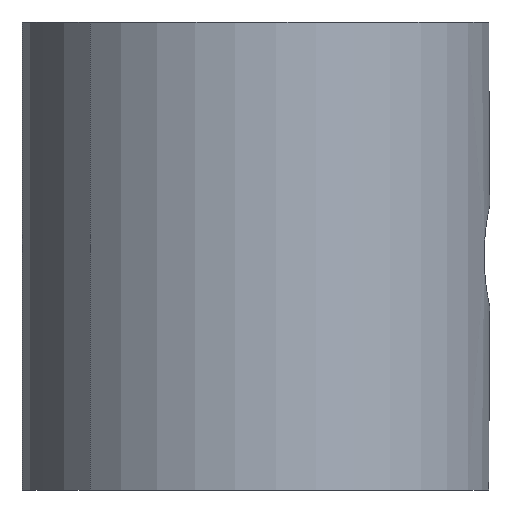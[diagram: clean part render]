
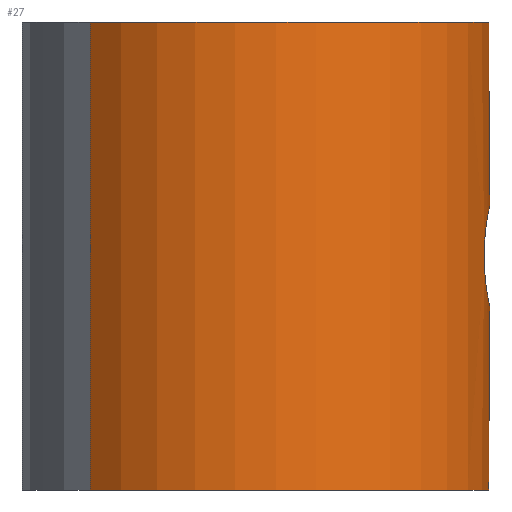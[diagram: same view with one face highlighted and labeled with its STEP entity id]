
A CAD part, left-side view. The second image highlights one B-rep face of the part: STEP entity #27.
In plain terms, the highlighted cylindrical face has radius 7 mm (diameter 14 mm), a partial arc.
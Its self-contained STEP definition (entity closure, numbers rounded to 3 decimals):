
#19=CYLINDRICAL_SURFACE('',#196,7.);
#27=ADVANCED_FACE('',(#43,#35),#19,.T.);
#35=FACE_OUTER_BOUND('',#50,.F.);
#43=FACE_BOUND('',#49,.F.);
#49=EDGE_LOOP('',(#65,#66));
#50=EDGE_LOOP('',(#67,#68,#69,#70));
#65=ORIENTED_EDGE('',*,*,#126,.T.);
#66=ORIENTED_EDGE('',*,*,#125,.T.);
#67=ORIENTED_EDGE('',*,*,#129,.T.);
#68=ORIENTED_EDGE('',*,*,#135,.F.);
#69=ORIENTED_EDGE('',*,*,#133,.T.);
#70=ORIENTED_EDGE('',*,*,#136,.T.);
#103=LINE('',#330,#109);
#104=LINE('',#331,#110);
#109=VECTOR('',#224,14.);
#110=VECTOR('',#225,14.);
#117=CIRCLE('',#188,7.);
#121=CIRCLE('',#192,7.);
#125=EDGE_CURVE('',#154,#153,#143,.T.);
#126=EDGE_CURVE('',#153,#154,#144,.T.);
#129=EDGE_CURVE('',#150,#149,#117,.T.);
#133=EDGE_CURVE('',#146,#145,#121,.T.);
#135=EDGE_CURVE('',#146,#149,#103,.T.);
#136=EDGE_CURVE('',#145,#150,#104,.T.);
#143=B_SPLINE_CURVE_WITH_KNOTS('',3,(#294,#295,#296,#297,#298,#299,#300,#301,
#302,#303,#304,#305,#306,#307),.UNSPECIFIED.,.F.,.F.,(4,1,1,1,1,1,1,1,1,1,1,4),
(0.,0.106,0.18,0.27,0.36,
0.45,0.541,0.632,0.724,
0.816,0.893,1.),.UNSPECIFIED.);
#144=B_SPLINE_CURVE_WITH_KNOTS('',3,(#308,#309,#310,#311,#312,#313,#314,#315,
#316,#317,#318,#319,#320,#321),.UNSPECIFIED.,.F.,.F.,(4,1,1,1,1,1,1,1,1,1,1,4),
(0.,0.106,0.18,0.27,0.36,
0.45,0.541,0.632,0.724,
0.816,0.893,1.),.UNSPECIFIED.);
#145=VERTEX_POINT('',#252);
#146=VERTEX_POINT('',#253);
#149=VERTEX_POINT('',#256);
#150=VERTEX_POINT('',#257);
#153=VERTEX_POINT('',#260);
#154=VERTEX_POINT('',#261);
#188=AXIS2_PLACEMENT_3D('',#324,#212,#213);
#192=AXIS2_PLACEMENT_3D('',#328,#220,#221);
#196=AXIS2_PLACEMENT_3D('',#338,#234,#235);
#212=DIRECTION('',(0.,0.,1.));
#213=DIRECTION('',(-0.707,0.707,0.));
#220=DIRECTION('',(0.,0.,-1.));
#221=DIRECTION('',(0.707,-0.707,0.));
#224=DIRECTION('',(0.,0.,1.));
#225=DIRECTION('',(0.,0.,1.));
#234=DIRECTION('',(0.,0.,1.));
#235=DIRECTION('',(-0.707,0.707,0.));
#252=CARTESIAN_POINT('',(4.95,4.95,0.));
#253=CARTESIAN_POINT('',(14.849,-4.95,0.));
#256=CARTESIAN_POINT('',(14.849,-4.95,14.));
#257=CARTESIAN_POINT('',(4.95,4.95,14.));
#260=CARTESIAN_POINT('',(8.839,-6.919,8.061));
#261=CARTESIAN_POINT('',(10.96,-6.919,5.939));
#294=CARTESIAN_POINT('',(10.96,-6.919,5.939));
#295=CARTESIAN_POINT('',(11.077,-6.901,6.056));
#296=CARTESIAN_POINT('',(11.243,-6.871,6.288));
#297=CARTESIAN_POINT('',(11.385,-6.841,6.692));
#298=CARTESIAN_POINT('',(11.417,-6.834,7.096));
#299=CARTESIAN_POINT('',(11.33,-6.853,7.515));
#300=CARTESIAN_POINT('',(11.129,-6.893,7.895));
#301=CARTESIAN_POINT('',(10.828,-6.941,8.204));
#302=CARTESIAN_POINT('',(10.449,-6.982,8.418));
#303=CARTESIAN_POINT('',(10.022,-7.004,8.516));
#304=CARTESIAN_POINT('',(9.607,-6.998,8.489));
#305=CARTESIAN_POINT('',(9.194,-6.968,8.347));
#306=CARTESIAN_POINT('',(8.957,-6.937,8.179));
#307=CARTESIAN_POINT('',(8.839,-6.919,8.061));
#308=CARTESIAN_POINT('',(8.839,-6.919,8.061));
#309=CARTESIAN_POINT('',(8.722,-6.901,7.944));
#310=CARTESIAN_POINT('',(8.556,-6.871,7.712));
#311=CARTESIAN_POINT('',(8.414,-6.841,7.308));
#312=CARTESIAN_POINT('',(8.382,-6.834,6.904));
#313=CARTESIAN_POINT('',(8.469,-6.853,6.485));
#314=CARTESIAN_POINT('',(8.67,-6.893,6.105));
#315=CARTESIAN_POINT('',(8.971,-6.941,5.796));
#316=CARTESIAN_POINT('',(9.35,-6.982,5.582));
#317=CARTESIAN_POINT('',(9.777,-7.004,5.484));
#318=CARTESIAN_POINT('',(10.192,-6.998,5.511));
#319=CARTESIAN_POINT('',(10.605,-6.968,5.653));
#320=CARTESIAN_POINT('',(10.842,-6.937,5.821));
#321=CARTESIAN_POINT('',(10.96,-6.919,5.939));
#324=CARTESIAN_POINT('',(9.899,0.,14.));
#328=CARTESIAN_POINT('',(9.899,0.,0.));
#330=CARTESIAN_POINT('',(14.849,-4.95,0.));
#331=CARTESIAN_POINT('',(4.95,4.95,0.));
#338=CARTESIAN_POINT('',(9.899,0.,0.));
